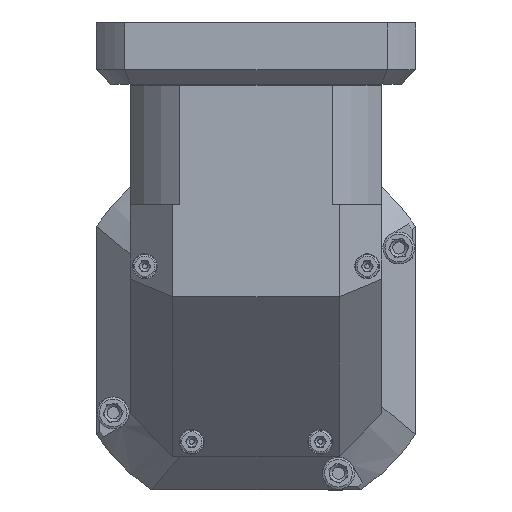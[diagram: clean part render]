
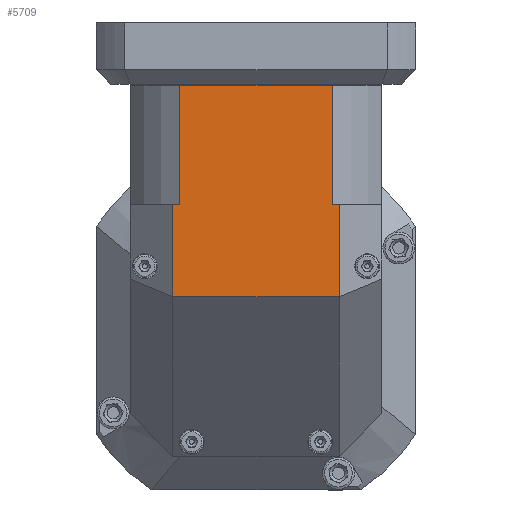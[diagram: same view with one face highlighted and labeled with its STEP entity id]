
A CAD part, front view. The second image highlights one B-rep face of the part: STEP entity #5709.
In plain terms, the highlighted planar face has unit normal (0, -1, 0).
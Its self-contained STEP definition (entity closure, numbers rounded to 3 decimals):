
#5638=CARTESIAN_POINT('',(-71.0,-71.0,138.5));
#5639=DIRECTION('',(0.0,-1.0,0.0));
#5640=DIRECTION('',(0.0,0.0,-1.0));
#5641=AXIS2_PLACEMENT_3D('',#5638,#5639,#5640);
#5642=PLANE('',#5641);
#5643=CARTESIAN_POINT('',(42.988,-71.0,71.));
#5644=VERTEX_POINT('',#5643);
#5645=CARTESIAN_POINT('',(42.988,-71.0,138.2));
#5646=VERTEX_POINT('',#5645);
#5647=CARTESIAN_POINT('',(42.988,-71.0,71.));
#5648=DIRECTION('',(0.0,0.0,1.0));
#5649=VECTOR('',#5648,67.2);
#5650=LINE('',#5647,#5649);
#5651=EDGE_CURVE('',#5644,#5646,#5650,.T.);
#5652=ORIENTED_EDGE('',*,*,#5651,.T.);
#5653=CARTESIAN_POINT('',(-42.988,-71.0,138.2));
#5654=VERTEX_POINT('',#5653);
#5655=CARTESIAN_POINT('',(42.988,-71.0,138.2));
#5656=DIRECTION('',(-1.0,0.0,0.0));
#5657=VECTOR('',#5656,85.977);
#5658=LINE('',#5655,#5657);
#5659=EDGE_CURVE('',#5646,#5654,#5658,.T.);
#5660=ORIENTED_EDGE('',*,*,#5659,.T.);
#5661=CARTESIAN_POINT('',(-42.988,-71.0,71.));
#5662=VERTEX_POINT('',#5661);
#5663=CARTESIAN_POINT('',(-42.988,-71.0,71.));
#5664=DIRECTION('',(0.0,0.0,1.0));
#5665=VECTOR('',#5664,67.2);
#5666=LINE('',#5663,#5665);
#5667=EDGE_CURVE('',#5662,#5654,#5666,.T.);
#5668=ORIENTED_EDGE('',*,*,#5667,.F.);
#5669=CARTESIAN_POINT('',(-47.,-71.,71.));
#5670=VERTEX_POINT('',#5669);
#5671=CARTESIAN_POINT('',(-42.988,-71.0,71.));
#5672=DIRECTION('',(-1.0,0.0,0.0));
#5673=VECTOR('',#5672,4.012);
#5674=LINE('',#5671,#5673);
#5675=EDGE_CURVE('',#5662,#5670,#5674,.T.);
#5676=ORIENTED_EDGE('',*,*,#5675,.T.);
#5677=CARTESIAN_POINT('',(-47.,-71.0,19.));
#5678=VERTEX_POINT('',#5677);
#5679=CARTESIAN_POINT('',(-47.,-71.0,71.));
#5680=DIRECTION('',(0.0,0.0,-1.0));
#5681=VECTOR('',#5680,52.);
#5682=LINE('',#5679,#5681);
#5683=EDGE_CURVE('',#5670,#5678,#5682,.T.);
#5684=ORIENTED_EDGE('',*,*,#5683,.T.);
#5685=CARTESIAN_POINT('',(47.,-71.0,19.));
#5686=VERTEX_POINT('',#5685);
#5687=CARTESIAN_POINT('',(-47.,-71.0,19.));
#5688=DIRECTION('',(1.0,0.0,0.0));
#5689=VECTOR('',#5688,94.);
#5690=LINE('',#5687,#5689);
#5691=EDGE_CURVE('',#5678,#5686,#5690,.T.);
#5692=ORIENTED_EDGE('',*,*,#5691,.T.);
#5693=CARTESIAN_POINT('',(47.,-71.0,71.));
#5694=VERTEX_POINT('',#5693);
#5695=CARTESIAN_POINT('',(47.,-71.0,19.));
#5696=DIRECTION('',(0.0,0.0,1.0));
#5697=VECTOR('',#5696,52.);
#5698=LINE('',#5695,#5697);
#5699=EDGE_CURVE('',#5686,#5694,#5698,.T.);
#5700=ORIENTED_EDGE('',*,*,#5699,.T.);
#5701=CARTESIAN_POINT('',(47.,-71.0,71.));
#5702=DIRECTION('',(-1.0,0.0,0.0));
#5703=VECTOR('',#5702,4.012);
#5704=LINE('',#5701,#5703);
#5705=EDGE_CURVE('',#5694,#5644,#5704,.T.);
#5706=ORIENTED_EDGE('',*,*,#5705,.T.);
#5707=EDGE_LOOP('',(#5652,#5660,#5668,#5676,#5684,#5692,#5700,#5706));
#5708=FACE_OUTER_BOUND('',#5707,.T.);
#5709=ADVANCED_FACE('',(#5708),#5642,.T.);
